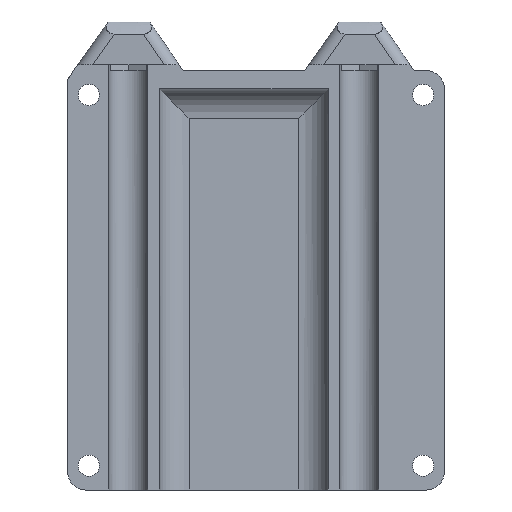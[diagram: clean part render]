
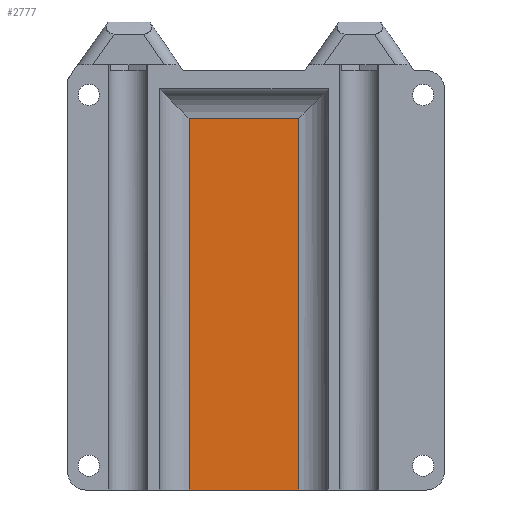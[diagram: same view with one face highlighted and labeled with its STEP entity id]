
A CAD part, front view. The second image highlights one B-rep face of the part: STEP entity #2777.
In plain terms, the highlighted planar face has unit normal (0, -1, 0).
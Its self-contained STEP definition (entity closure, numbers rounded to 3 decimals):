
#211=FACE_OUTER_BOUND('',#369,.T.);
#369=EDGE_LOOP('',(#2137,#2138,#2139,#2140));
#640=LINE('',#4465,#966);
#643=LINE('',#4473,#969);
#645=LINE('',#4480,#971);
#646=LINE('',#4482,#972);
#966=VECTOR('',#3438,5.);
#969=VECTOR('',#3445,5.);
#971=VECTOR('',#3453,5.);
#972=VECTOR('',#3456,10.);
#1276=VERTEX_POINT('',#4461);
#1278=VERTEX_POINT('',#4464);
#1281=VERTEX_POINT('',#4472);
#1282=VERTEX_POINT('',#4476);
#1596=EDGE_CURVE('',#1276,#1278,#640,.T.);
#1600=EDGE_CURVE('',#1278,#1281,#643,.T.);
#1604=EDGE_CURVE('',#1281,#1282,#645,.T.);
#1605=EDGE_CURVE('',#1282,#1276,#646,.T.);
#2137=ORIENTED_EDGE('',*,*,#1604,.F.);
#2138=ORIENTED_EDGE('',*,*,#1600,.F.);
#2139=ORIENTED_EDGE('',*,*,#1596,.F.);
#2140=ORIENTED_EDGE('',*,*,#1605,.F.);
#2651=PLANE('',#2966);
#2777=ADVANCED_FACE('',(#211),#2651,.F.);
#2966=AXIS2_PLACEMENT_3D('',#4481,#3454,#3455);
#3438=DIRECTION('',(0.,0.,1.));
#3445=DIRECTION('',(1.,0.,0.));
#3453=DIRECTION('',(0.,0.,-1.));
#3454=DIRECTION('center_axis',(0.,1.,0.));
#3455=DIRECTION('ref_axis',(0.,0.,1.));
#3456=DIRECTION('',(-1.,0.,0.));
#4461=CARTESIAN_POINT('',(19.999,4.,0.));
#4464=CARTESIAN_POINT('',(19.999,4.,61.101));
#4465=CARTESIAN_POINT('',(19.999,4.,0.));
#4472=CARTESIAN_POINT('',(38.001,4.,61.101));
#4473=CARTESIAN_POINT('',(7.55,4.,61.101));
#4476=CARTESIAN_POINT('',(38.001,4.,0.));
#4480=CARTESIAN_POINT('',(38.001,4.,33.));
#4481=CARTESIAN_POINT('Origin',(29.,4.,33.));
#4482=CARTESIAN_POINT('',(30.,4.,0.));
